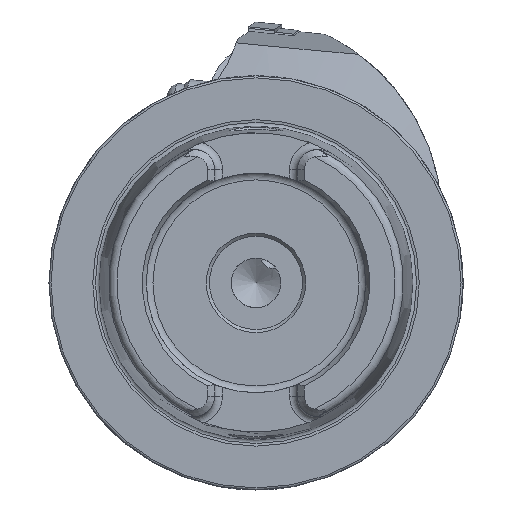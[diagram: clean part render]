
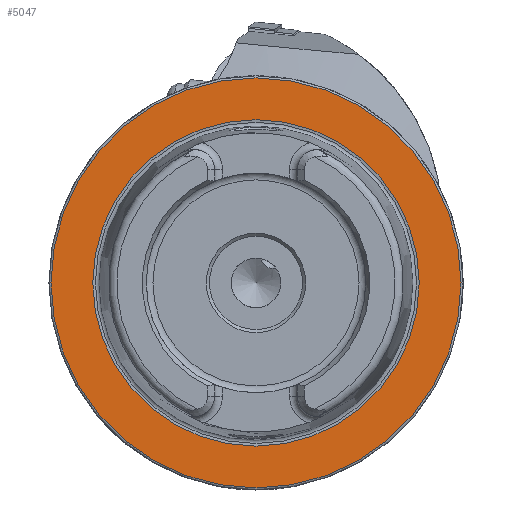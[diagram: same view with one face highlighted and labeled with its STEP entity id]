
A CAD part, left-side view. The second image highlights one B-rep face of the part: STEP entity #5047.
In plain terms, the highlighted planar face has unit normal (-1, 0, 0).
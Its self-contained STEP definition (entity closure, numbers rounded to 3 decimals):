
#121 = ORIENTED_EDGE ( 'NONE', *, *, #10492, .T. ) ;
#605 = CARTESIAN_POINT ( 'NONE',  ( 0., 0., 49.5 ) ) ;
#716 = EDGE_LOOP ( 'NONE', ( #121 ) ) ;
#1170 = ORIENTED_EDGE ( 'NONE', *, *, #4416, .F. ) ;
#1265 = CARTESIAN_POINT ( 'NONE',  ( 0., 49.5, 0. ) ) ;
#1848 = CARTESIAN_POINT ( 'NONE',  ( 0., 0., 0. ) ) ;
#2420 = DIRECTION ( 'NONE',  ( 1., 0., 0. ) ) ;
#2499 = CIRCLE ( 'NONE', #11061, 39.405 ) ;
#3523 = FACE_OUTER_BOUND ( 'NONE', #716, .T. ) ;
#3901 = DIRECTION ( 'NONE',  ( -1., 0., 0. ) ) ;
#4416 = EDGE_CURVE ( 'NONE', #12058, #12058, #2499, .T. ) ;
#4424 = AXIS2_PLACEMENT_3D ( 'NONE', #5998, #9201, #11515 ) ;
#4672 = VERTEX_POINT ( 'NONE', #605 ) ;
#5047 = ADVANCED_FACE ( 'NONE', ( #7203, #3523 ), #6781, .F. ) ;
#5998 = CARTESIAN_POINT ( 'NONE',  ( 0., 0., 0. ) ) ;
#6781 = PLANE ( 'NONE',  #9072 ) ;
#7203 = FACE_BOUND ( 'NONE', #13170, .T. ) ;
#7889 = CARTESIAN_POINT ( 'NONE',  ( 0., 0., 39.405 ) ) ;
#8078 = CIRCLE ( 'NONE', #4424, 49.5 ) ;
#9072 = AXIS2_PLACEMENT_3D ( 'NONE', #1265, #2420, #10982 ) ;
#9201 = DIRECTION ( 'NONE',  ( -1., 0., 0. ) ) ;
#10492 = EDGE_CURVE ( 'NONE', #4672, #4672, #8078, .T. ) ;
#10982 = DIRECTION ( 'NONE',  ( 0., 0., -1. ) ) ;
#11061 = AXIS2_PLACEMENT_3D ( 'NONE', #1848, #3901, #11418 ) ;
#11418 = DIRECTION ( 'NONE',  ( 0., 0., 1. ) ) ;
#11515 = DIRECTION ( 'NONE',  ( 0., 0., 1. ) ) ;
#12058 = VERTEX_POINT ( 'NONE', #7889 ) ;
#13170 = EDGE_LOOP ( 'NONE', ( #1170 ) ) ;
